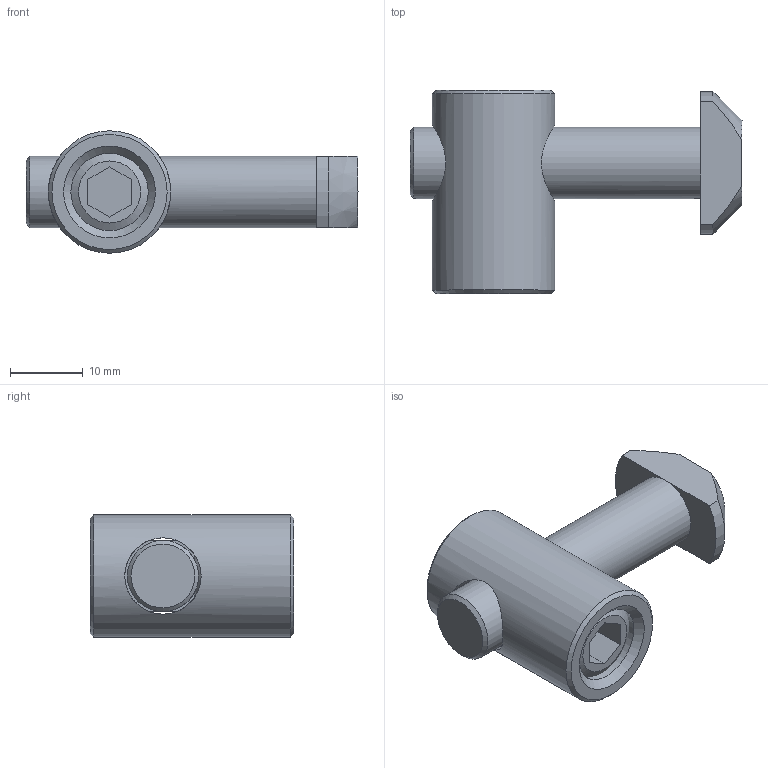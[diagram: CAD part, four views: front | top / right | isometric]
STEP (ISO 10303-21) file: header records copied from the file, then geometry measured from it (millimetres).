
FILE_DESCRIPTION(/* description */ (''),/* implementation_level */ '2;1');
FILE_NAME(/* name */ '412535458_Schnellspannverbinder_Nut_10.stp',/* time_stamp */ '2023-01-23T13:24:15+01:00',/* author */ ('Praktikant'),/* organization */ (''),/* preprocessor_version */ 'ST-DEVELOPER v17.2',/* originating_system */ 'Autodesk Inventor 2019',/* authorisation */ '');
FILE_SCHEMA (('AUTOMOTIVE_DESIGN { 1 0 10303 214 3 1 1 }'));
Length unit declared in the file: millimetre
Products named in the file (1): 412535458_Schnellspannverbinder_Nut_10_Shrinkwrap_1
Bounding box: 45.7 x 28 x 16.85 mm (x, y, z)
Volume: 7811.7 mm3; surface area: 5078 mm2
Topology: 3 solids, 3 shells, 35 faces, 98 edges, 68 vertices
Faces by surface type: plane 17, cone 10, cylinder 8
Full cylindrical faces by diameter (mm): 9.8 x1, 10.5 x2, 10.65 x1, 12 x1, 16.85 x1
Entity records: 1461 total; most frequent: CARTESIAN_POINT 446, DIRECTION 196, ORIENTED_EDGE 194, EDGE_CURVE 97, AXIS2_PLACEMENT_3D 76, VERTEX_POINT 68, LINE 44, VECTOR 44
